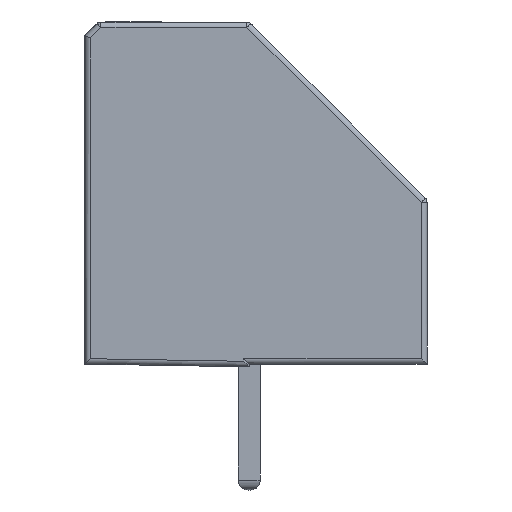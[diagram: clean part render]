
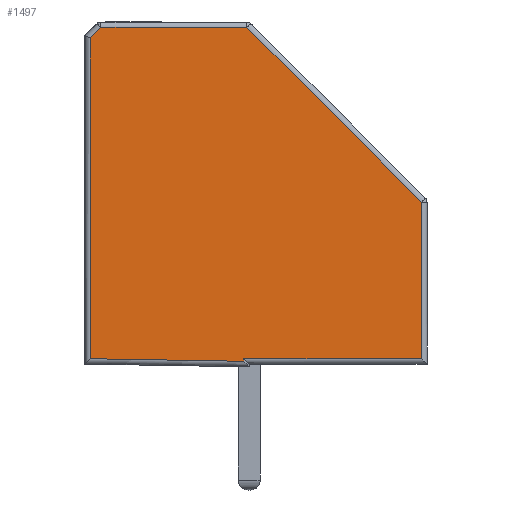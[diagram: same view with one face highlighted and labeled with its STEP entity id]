
A CAD part, left-side view. The second image highlights one B-rep face of the part: STEP entity #1497.
In plain terms, the highlighted planar face has unit normal (-1, 0, 0).
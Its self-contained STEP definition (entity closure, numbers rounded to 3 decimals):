
#13=DIRECTION('',(0.,0.,1.));
#28=VECTOR('',#13,1.);
#52=DIRECTION('',(0.,0.707,-0.707));
#79=DIRECTION('',(0.,-1.,0.));
#122=DIRECTION('',(0.,0.707,0.707));
#127=VECTOR('',#79,1.);
#154=VECTOR('',#122,1.);
#161=VECTOR('',#162,1.);
#162=DIRECTION('',(0.,1.,0.));
#169=VECTOR('',#52,1.);
#176=VECTOR('',#177,1.);
#177=DIRECTION('',(0.,0.,-1.));
#182=VECTOR('',#183,1.);
#183=DIRECTION('',(0.,-1.,-0.017));
#187=DIRECTION('',(-1.,0.,0.));
#188=DIRECTION('',(0.,-1.,0.));
#388=VERTEX_POINT('',#389);
#389=CARTESIAN_POINT('',(-2.5,-6.3,6.017));
#399=EDGE_CURVE('',#400,#388,#402,.T.);
#400=VERTEX_POINT('',#401);
#401=CARTESIAN_POINT('',(-2.5,-6.3,0.3));
#402=LINE('',#403,#28);
#403=CARTESIAN_POINT('',(-2.5,-6.3,0.1));
#808=VERTEX_POINT('',#809);
#809=CARTESIAN_POINT('',(-2.5,0.2,0.3));
#813=ORIENTED_EDGE('',*,*,#814,.T.);
#814=EDGE_CURVE('',#808,#400,#815,.T.);
#815=LINE('',#816,#127);
#816=CARTESIAN_POINT('',(-2.5,0.,0.3));
#1497=ADVANCED_FACE('',(#1498),#1535,.T.);
#1498=FACE_BOUND('',#1499,.T.);
#1499=EDGE_LOOP('',(#1500,#1508,#1514,#1520,#813,#1524,#1525,#1531));
#1500=ORIENTED_EDGE('',*,*,#1501,.T.);
#1501=EDGE_CURVE('',#1502,#1504,#1506,.T.);
#1502=VERTEX_POINT('',#1503);
#1503=CARTESIAN_POINT('',(-2.5,5.417,12.4));
#1504=VERTEX_POINT('',#1505);
#1505=CARTESIAN_POINT('',(-2.5,5.8,12.017));
#1506=LINE('',#1507,#169);
#1507=CARTESIAN_POINT('',(-2.5,5.359,12.459));
#1508=ORIENTED_EDGE('',*,*,#1509,.T.);
#1509=EDGE_CURVE('',#1504,#1510,#1512,.T.);
#1510=VERTEX_POINT('',#1511);
#1511=CARTESIAN_POINT('',(-2.5,5.8,0.297));
#1512=LINE('',#1513,#176);
#1513=CARTESIAN_POINT('',(-2.5,5.8,12.1));
#1514=ORIENTED_EDGE('',*,*,#1515,.T.);
#1515=EDGE_CURVE('',#1510,#1516,#1518,.T.);
#1516=VERTEX_POINT('',#1517);
#1517=CARTESIAN_POINT('',(-2.5,0.2,0.203));
#1518=LINE('',#1519,#182);
#1519=CARTESIAN_POINT('',(-2.5,5.997,0.3));
#1520=ORIENTED_EDGE('',*,*,#1521,.T.);
#1521=EDGE_CURVE('',#1516,#808,#1522,.T.);
#1522=LINE('',#1523,#28);
#1523=CARTESIAN_POINT('',(-2.5,0.2,0.));
#1524=ORIENTED_EDGE('',*,*,#399,.T.);
#1525=ORIENTED_EDGE('',*,*,#1526,.T.);
#1526=EDGE_CURVE('',#388,#1527,#1529,.T.);
#1527=VERTEX_POINT('',#1528);
#1528=CARTESIAN_POINT('',(-2.5,0.083,12.4));
#1529=LINE('',#1530,#154);
#1530=CARTESIAN_POINT('',(-2.5,-6.359,5.959));
#1531=ORIENTED_EDGE('',*,*,#1532,.T.);
#1532=EDGE_CURVE('',#1527,#1502,#1533,.T.);
#1533=LINE('',#1534,#161);
#1534=CARTESIAN_POINT('',(-2.5,0.,12.4));
#1535=PLANE('',#1536);
#1536=AXIS2_PLACEMENT_3D('',#1537,#187,#188);
#1537=CARTESIAN_POINT('',(-2.5,0.417,5.581));
